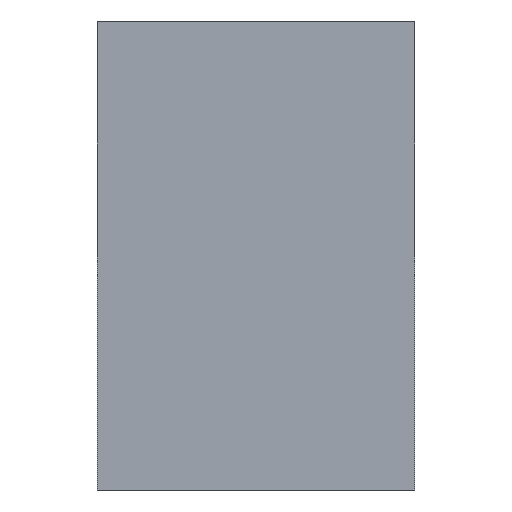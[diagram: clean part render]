
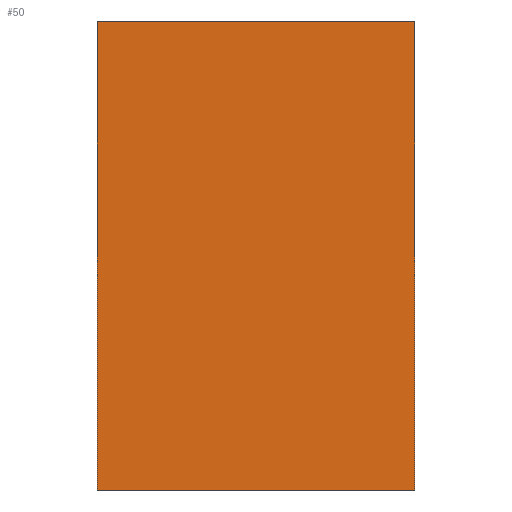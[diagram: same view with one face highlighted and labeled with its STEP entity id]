
A CAD part, left-side view. The second image highlights one B-rep face of the part: STEP entity #50.
In plain terms, the highlighted planar face has unit normal (-1, 0, 0).
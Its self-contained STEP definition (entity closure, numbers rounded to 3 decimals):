
#50 = ADVANCED_FACE( '', ( #107 ), #108, .F. );
#107 = FACE_OUTER_BOUND( '', #156, .T. );
#108 = PLANE( '', #157 );
#156 = EDGE_LOOP( '', ( #227, #228, #229, #230 ) );
#157 = AXIS2_PLACEMENT_3D( '', #231, #232, #233 );
#227 = ORIENTED_EDGE( '', *, *, #254, .T. );
#228 = ORIENTED_EDGE( '', *, *, #258, .F. );
#229 = ORIENTED_EDGE( '', *, *, #263, .F. );
#230 = ORIENTED_EDGE( '', *, *, #270, .T. );
#231 = CARTESIAN_POINT( '', ( -123., 19., 56. ) );
#232 = DIRECTION( '', ( 1., 0., 0. ) );
#233 = DIRECTION( '', ( 0., 1., 0. ) );
#254 = EDGE_CURVE( '', #288, #292, #294, .T. );
#258 = EDGE_CURVE( '', #298, #292, #300, .T. );
#263 = EDGE_CURVE( '', #307, #298, #309, .T. );
#270 = EDGE_CURVE( '', #307, #288, #316, .T. );
#288 = VERTEX_POINT( '', #334 );
#292 = VERTEX_POINT( '', #340 );
#294 = LINE( '', #343, #344 );
#298 = VERTEX_POINT( '', #349 );
#300 = LINE( '', #352, #353 );
#307 = VERTEX_POINT( '', #360 );
#309 = LINE( '', #363, #364 );
#316 = LINE( '', #373, #374 );
#334 = CARTESIAN_POINT( '', ( -123., 19., 0. ) );
#340 = CARTESIAN_POINT( '', ( -123., -19., 0. ) );
#343 = CARTESIAN_POINT( '', ( -123., 19., 0. ) );
#344 = VECTOR( '', #397, 1000. );
#349 = CARTESIAN_POINT( '', ( -123., -19., 56. ) );
#352 = CARTESIAN_POINT( '', ( -123., -19., 56. ) );
#353 = VECTOR( '', #400, 1000. );
#360 = CARTESIAN_POINT( '', ( -123., 19., 56. ) );
#363 = CARTESIAN_POINT( '', ( -123., 19., 56. ) );
#364 = VECTOR( '', #408, 1000. );
#373 = CARTESIAN_POINT( '', ( -123., 19., 56. ) );
#374 = VECTOR( '', #411, 1000. );
#397 = DIRECTION( '', ( 0., -1., 0. ) );
#400 = DIRECTION( '', ( 0., 0., -1. ) );
#408 = DIRECTION( '', ( 0., -1., 0. ) );
#411 = DIRECTION( '', ( 0., 0., -1. ) );
